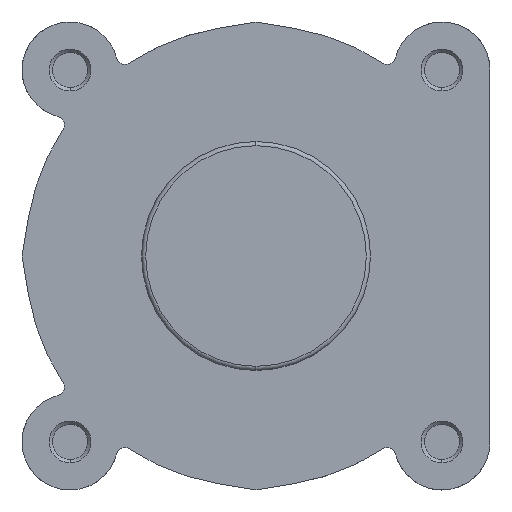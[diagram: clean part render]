
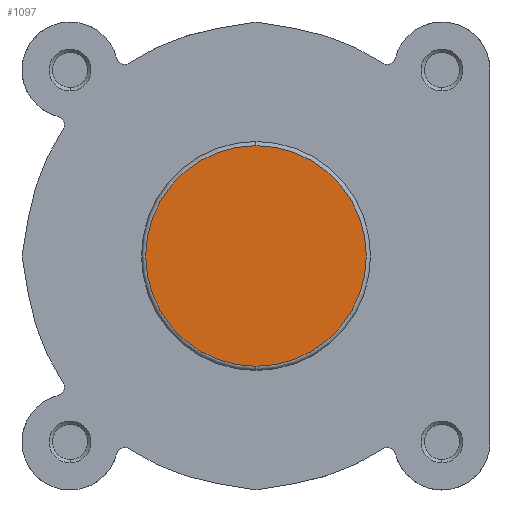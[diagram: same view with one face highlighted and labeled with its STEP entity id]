
A CAD part, left-side view. The second image highlights one B-rep face of the part: STEP entity #1097.
In plain terms, the highlighted planar face has unit normal (-1, 0, 0).
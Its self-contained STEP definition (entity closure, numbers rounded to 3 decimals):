
#22 = EDGE_CURVE ( 'NONE', #4380, #7311, #937, .T. ) ;
#303 = ORIENTED_EDGE ( 'NONE', *, *, #22, .T. ) ;
#304 = ORIENTED_EDGE ( 'NONE', *, *, #7222, .T. ) ;
#937 = CIRCLE ( 'NONE', #3680, 26.4 ) ;
#1097 = ADVANCED_FACE ( 'NONE', ( #1527 ), #6447, .F. ) ;
#1527 = FACE_OUTER_BOUND ( 'NONE', #4745, .T. ) ;
#2731 = CARTESIAN_POINT ( 'NONE',  ( 0., 0., -26.4 ) ) ;
#3328 = CARTESIAN_POINT ( 'NONE',  ( 0., 0., 0. ) ) ;
#3330 = DIRECTION ( 'NONE',  ( -1., 0., 0. ) ) ;
#3331 = DIRECTION ( 'NONE',  ( 0., 0., -1. ) ) ;
#3680 = AXIS2_PLACEMENT_3D ( 'NONE', #5823, #5824, #5825 ) ;
#3854 = AXIS2_PLACEMENT_3D ( 'NONE', #6425, #6454, #6455 ) ;
#4183 = AXIS2_PLACEMENT_3D ( 'NONE', #3328, #3330, #3331 ) ;
#4380 = VERTEX_POINT ( 'NONE', #2731 ) ;
#4745 = EDGE_LOOP ( 'NONE', ( #303, #304 ) ) ;
#5112 = CIRCLE ( 'NONE', #4183, 26.4 ) ;
#5473 = CARTESIAN_POINT ( 'NONE',  ( 0., 0., 26.4 ) ) ;
#5823 = CARTESIAN_POINT ( 'NONE',  ( 0., 0., 0. ) ) ;
#5824 = DIRECTION ( 'NONE',  ( -1., 0., 0. ) ) ;
#5825 = DIRECTION ( 'NONE',  ( 0., 0., -1. ) ) ;
#6425 = CARTESIAN_POINT ( 'NONE',  ( 0., 27.4, 0. ) ) ;
#6447 = PLANE ( 'NONE',  #3854 ) ;
#6454 = DIRECTION ( 'NONE',  ( 1., 0., 0. ) ) ;
#6455 = DIRECTION ( 'NONE',  ( 0., 0., -1. ) ) ;
#7222 = EDGE_CURVE ( 'NONE', #7311, #4380, #5112, .T. ) ;
#7311 = VERTEX_POINT ( 'NONE', #5473 ) ;
